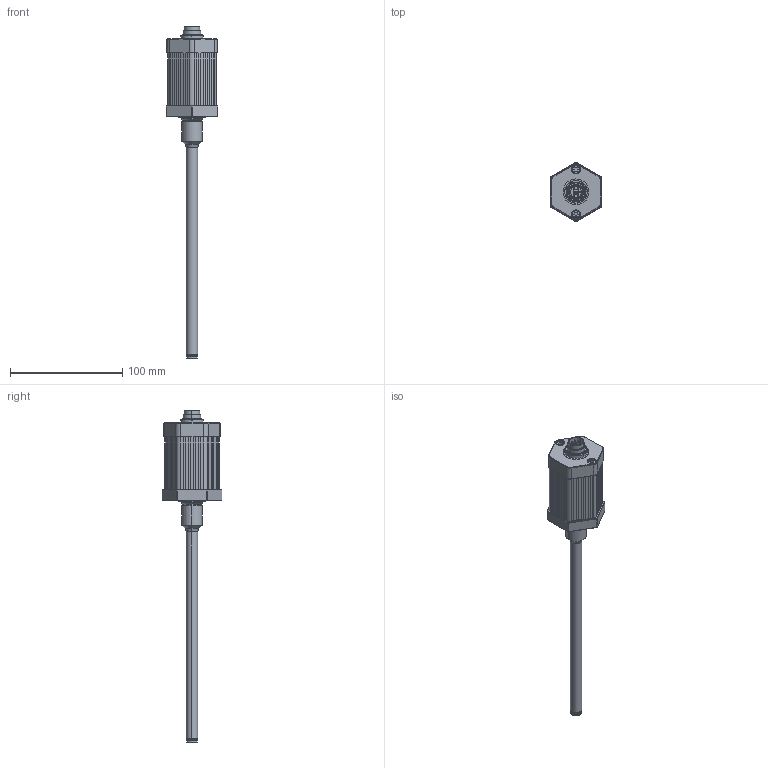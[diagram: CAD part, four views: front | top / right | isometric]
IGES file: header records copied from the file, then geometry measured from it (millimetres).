
Start section: SolidWorks IGES file using analytic representation for surfaces
Global section: file name: TH1-0100-104-___-103.IGS; native system: SolidWorks 2013; preprocessor: SolidWorks 2013; author: thiel; date: 140710.125634; units: millimetre
Bounding box: 46 x 52.96 x 296 mm (x, y, z)
Surface area: 25404.1 mm2 (no closed solid volume)
Topology: 0 solids, 0 shells, 497 faces, 4326 edges, 4296 vertices
Faces by surface type: bspline 358, revolution 139
